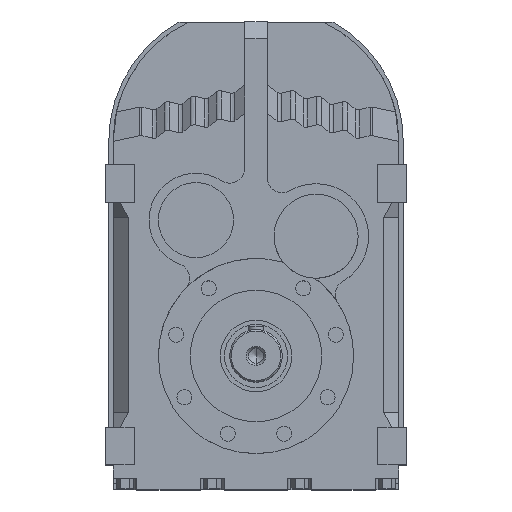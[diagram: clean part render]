
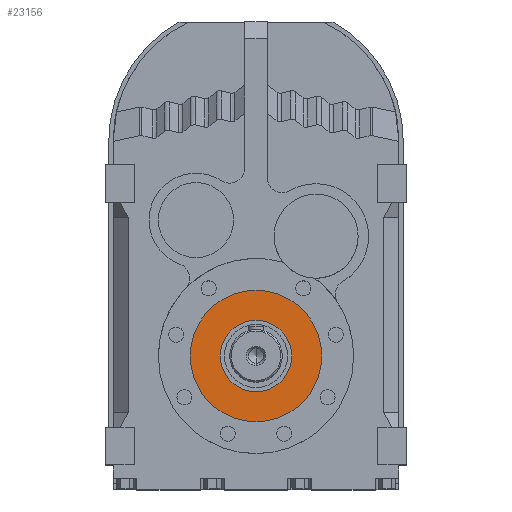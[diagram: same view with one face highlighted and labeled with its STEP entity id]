
A CAD part, top view. The second image highlights one B-rep face of the part: STEP entity #23156.
In plain terms, the highlighted planar face has unit normal (0, 0, 1).
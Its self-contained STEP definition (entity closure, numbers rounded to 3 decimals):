
#19376 = CYLINDRICAL_SURFACE('',#19377,87.6);
#19377 = AXIS2_PLACEMENT_3D('',#19378,#19379,#19380);
#19378 = CARTESIAN_POINT('',(0.,-285.,110.123));
#19379 = DIRECTION('',(0.,0.,1.));
#19380 = DIRECTION('',(1.,0.,0.));
#19402 = CYLINDRICAL_SURFACE('',#19403,87.6);
#19403 = AXIS2_PLACEMENT_3D('',#19404,#19405,#19406);
#19404 = CARTESIAN_POINT('',(0.,-285.,110.123));
#19405 = DIRECTION('',(0.,0.,1.));
#19406 = DIRECTION('',(1.,0.,0.));
#22224 = EDGE_CURVE('',#22225,#22227,#22229,.T.);
#22225 = VERTEX_POINT('',#22226);
#22226 = CARTESIAN_POINT('',(-87.6,-285.,268.5));
#22227 = VERTEX_POINT('',#22228);
#22228 = CARTESIAN_POINT('',(87.6,-285.,268.5));
#22229 = SURFACE_CURVE('',#22230,(#22235,#22241),.PCURVE_S1.);
#22230 = CIRCLE('',#22231,87.6);
#22231 = AXIS2_PLACEMENT_3D('',#22232,#22233,#22234);
#22232 = CARTESIAN_POINT('',(0.,-285.,268.5));
#22233 = DIRECTION('',(0.,0.,1.));
#22234 = DIRECTION('',(1.,0.,0.));
#22235 = PCURVE('',#19402,#22236);
#22236 = DEFINITIONAL_REPRESENTATION('',(#22237),#22240);
#22237 = B_SPLINE_CURVE_WITH_KNOTS('',1,(#22238,#22239),.UNSPECIFIED.,
  .F.,.F.,(2,2),(3.142,6.283),.PIECEWISE_BEZIER_KNOTS.);
#22238 = CARTESIAN_POINT('',(3.142,158.377));
#22239 = CARTESIAN_POINT('',(6.283,158.377));
#22240 = ( GEOMETRIC_REPRESENTATION_CONTEXT(2) 
PARAMETRIC_REPRESENTATION_CONTEXT() REPRESENTATION_CONTEXT('2D SPACE',''
  ) );
#22241 = PCURVE('',#22242,#22247);
#22242 = PLANE('',#22243);
#22243 = AXIS2_PLACEMENT_3D('',#22244,#22245,#22246);
#22244 = CARTESIAN_POINT('',(0.,-197.4,268.5));
#22245 = DIRECTION('',(0.,0.,1.));
#22246 = DIRECTION('',(1.,0.,0.));
#22247 = DEFINITIONAL_REPRESENTATION('',(#22248),#22252);
#22248 = CIRCLE('',#22249,87.6);
#22249 = AXIS2_PLACEMENT_2D('',#22250,#22251);
#22250 = CARTESIAN_POINT('',(0.,-87.6));
#22251 = DIRECTION('',(1.,0.));
#22252 = ( GEOMETRIC_REPRESENTATION_CONTEXT(2) 
PARAMETRIC_REPRESENTATION_CONTEXT() REPRESENTATION_CONTEXT('2D SPACE',''
  ) );
#22398 = EDGE_CURVE('',#22227,#22225,#22399,.T.);
#22399 = SURFACE_CURVE('',#22400,(#22405,#22411),.PCURVE_S1.);
#22400 = CIRCLE('',#22401,87.6);
#22401 = AXIS2_PLACEMENT_3D('',#22402,#22403,#22404);
#22402 = CARTESIAN_POINT('',(0.,-285.,268.5));
#22403 = DIRECTION('',(0.,0.,1.));
#22404 = DIRECTION('',(1.,0.,0.));
#22405 = PCURVE('',#19376,#22406);
#22406 = DEFINITIONAL_REPRESENTATION('',(#22407),#22410);
#22407 = B_SPLINE_CURVE_WITH_KNOTS('',1,(#22408,#22409),.UNSPECIFIED.,
  .F.,.F.,(2,2),(0.,3.142),.PIECEWISE_BEZIER_KNOTS.);
#22408 = CARTESIAN_POINT('',(0.,158.377));
#22409 = CARTESIAN_POINT('',(3.142,158.377));
#22410 = ( GEOMETRIC_REPRESENTATION_CONTEXT(2) 
PARAMETRIC_REPRESENTATION_CONTEXT() REPRESENTATION_CONTEXT('2D SPACE',''
  ) );
#22411 = PCURVE('',#22242,#22412);
#22412 = DEFINITIONAL_REPRESENTATION('',(#22413),#22417);
#22413 = CIRCLE('',#22414,87.6);
#22414 = AXIS2_PLACEMENT_2D('',#22415,#22416);
#22415 = CARTESIAN_POINT('',(0.,-87.6));
#22416 = DIRECTION('',(1.,0.));
#22417 = ( GEOMETRIC_REPRESENTATION_CONTEXT(2) 
PARAMETRIC_REPRESENTATION_CONTEXT() REPRESENTATION_CONTEXT('2D SPACE',''
  ) );
#23097 = CYLINDRICAL_SURFACE('',#23098,47.5);
#23098 = AXIS2_PLACEMENT_3D('',#23099,#23100,#23101);
#23099 = CARTESIAN_POINT('',(0.,-285.,110.123));
#23100 = DIRECTION('',(0.,0.,1.));
#23101 = DIRECTION('',(1.,0.,0.));
#23127 = CYLINDRICAL_SURFACE('',#23128,47.5);
#23128 = AXIS2_PLACEMENT_3D('',#23129,#23130,#23131);
#23129 = CARTESIAN_POINT('',(0.,-285.,110.123));
#23130 = DIRECTION('',(0.,0.,1.));
#23131 = DIRECTION('',(1.,0.,0.));
#23156 = ADVANCED_FACE('',(#23157,#23161),#22242,.T.);
#23157 = FACE_BOUND('',#23158,.T.);
#23158 = EDGE_LOOP('',(#23159,#23160));
#23159 = ORIENTED_EDGE('',*,*,#22398,.T.);
#23160 = ORIENTED_EDGE('',*,*,#22224,.T.);
#23161 = FACE_BOUND('',#23162,.T.);
#23162 = EDGE_LOOP('',(#23163,#23188));
#23163 = ORIENTED_EDGE('',*,*,#23164,.F.);
#23164 = EDGE_CURVE('',#23165,#23167,#23169,.T.);
#23165 = VERTEX_POINT('',#23166);
#23166 = CARTESIAN_POINT('',(47.5,-285.,268.5));
#23167 = VERTEX_POINT('',#23168);
#23168 = CARTESIAN_POINT('',(-47.5,-285.,268.5));
#23169 = SURFACE_CURVE('',#23170,(#23175,#23182),.PCURVE_S1.);
#23170 = CIRCLE('',#23171,47.5);
#23171 = AXIS2_PLACEMENT_3D('',#23172,#23173,#23174);
#23172 = CARTESIAN_POINT('',(0.,-285.,268.5));
#23173 = DIRECTION('',(0.,0.,1.));
#23174 = DIRECTION('',(1.,0.,0.));
#23175 = PCURVE('',#22242,#23176);
#23176 = DEFINITIONAL_REPRESENTATION('',(#23177),#23181);
#23177 = CIRCLE('',#23178,47.5);
#23178 = AXIS2_PLACEMENT_2D('',#23179,#23180);
#23179 = CARTESIAN_POINT('',(0.,-87.6));
#23180 = DIRECTION('',(1.,0.));
#23181 = ( GEOMETRIC_REPRESENTATION_CONTEXT(2) 
PARAMETRIC_REPRESENTATION_CONTEXT() REPRESENTATION_CONTEXT('2D SPACE',''
  ) );
#23182 = PCURVE('',#23097,#23183);
#23183 = DEFINITIONAL_REPRESENTATION('',(#23184),#23187);
#23184 = B_SPLINE_CURVE_WITH_KNOTS('',1,(#23185,#23186),.UNSPECIFIED.,
  .F.,.F.,(2,2),(0.,3.142),.PIECEWISE_BEZIER_KNOTS.);
#23185 = CARTESIAN_POINT('',(0.,158.377));
#23186 = CARTESIAN_POINT('',(3.142,158.377));
#23187 = ( GEOMETRIC_REPRESENTATION_CONTEXT(2) 
PARAMETRIC_REPRESENTATION_CONTEXT() REPRESENTATION_CONTEXT('2D SPACE',''
  ) );
#23188 = ORIENTED_EDGE('',*,*,#23189,.F.);
#23189 = EDGE_CURVE('',#23167,#23165,#23190,.T.);
#23190 = SURFACE_CURVE('',#23191,(#23196,#23203),.PCURVE_S1.);
#23191 = CIRCLE('',#23192,47.5);
#23192 = AXIS2_PLACEMENT_3D('',#23193,#23194,#23195);
#23193 = CARTESIAN_POINT('',(0.,-285.,268.5));
#23194 = DIRECTION('',(0.,0.,1.));
#23195 = DIRECTION('',(1.,0.,0.));
#23196 = PCURVE('',#22242,#23197);
#23197 = DEFINITIONAL_REPRESENTATION('',(#23198),#23202);
#23198 = CIRCLE('',#23199,47.5);
#23199 = AXIS2_PLACEMENT_2D('',#23200,#23201);
#23200 = CARTESIAN_POINT('',(0.,-87.6));
#23201 = DIRECTION('',(1.,0.));
#23202 = ( GEOMETRIC_REPRESENTATION_CONTEXT(2) 
PARAMETRIC_REPRESENTATION_CONTEXT() REPRESENTATION_CONTEXT('2D SPACE',''
  ) );
#23203 = PCURVE('',#23127,#23204);
#23204 = DEFINITIONAL_REPRESENTATION('',(#23205),#23208);
#23205 = B_SPLINE_CURVE_WITH_KNOTS('',1,(#23206,#23207),.UNSPECIFIED.,
  .F.,.F.,(2,2),(3.142,6.283),.PIECEWISE_BEZIER_KNOTS.);
#23206 = CARTESIAN_POINT('',(3.142,158.377));
#23207 = CARTESIAN_POINT('',(6.283,158.377));
#23208 = ( GEOMETRIC_REPRESENTATION_CONTEXT(2) 
PARAMETRIC_REPRESENTATION_CONTEXT() REPRESENTATION_CONTEXT('2D SPACE',''
  ) );
